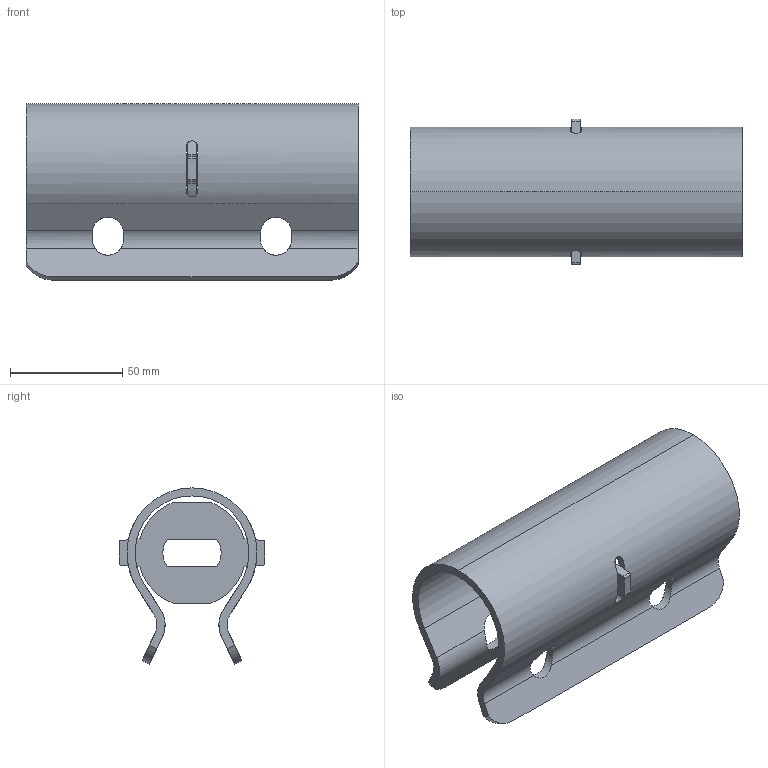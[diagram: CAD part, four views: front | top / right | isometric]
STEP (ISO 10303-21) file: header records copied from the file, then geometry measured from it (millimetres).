
FILE_DESCRIPTION (( 'STEP AP203' ), '1' );
FILE_NAME ('T25000.STEP', '2018-07-17T16:19:21', ( '' ), ( '' ), 'SwSTEP 2.0', 'SolidWorks 2016', '' );
FILE_SCHEMA (( 'CONFIG_CONTROL_DESIGN' ));
Length unit declared in the file: millimetre
Products named in the file (1): T25000
Bounding box: 148 x 65 x 78.6 mm (x, y, z)
Volume: 105044.2 mm3; surface area: 62597 mm2
Topology: 2 solids, 2 shells, 84 faces, 264 edges, 176 vertices
Faces by surface type: cylinder 48, plane 36
Entity records: 3471 total; most frequent: CARTESIAN_POINT 1117, ORIENTED_EDGE 528, DIRECTION 434, EDGE_CURVE 264, VERTEX_POINT 176, AXIS2_PLACEMENT_3D 153, LINE 128, VECTOR 128
